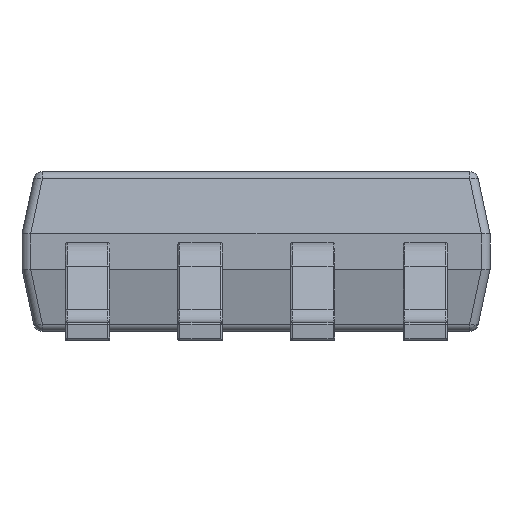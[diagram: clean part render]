
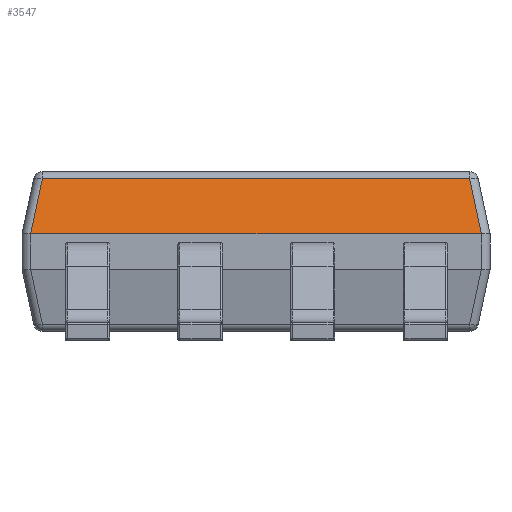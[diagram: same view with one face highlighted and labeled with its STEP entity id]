
A CAD part, left-side view. The second image highlights one B-rep face of the part: STEP entity #3547.
In plain terms, the highlighted planar face has unit normal (-0.978, 0, 0.209).
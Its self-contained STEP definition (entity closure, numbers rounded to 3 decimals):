
#61 = ORIENTED_EDGE ( 'NONE', *, *, #2039, .T. ) ;
#447 = DIRECTION ( 'NONE',  ( -0.205, 0.205, -0.957 ) ) ;
#458 = CARTESIAN_POINT ( 'NONE',  ( -2.607, 2.409, 1.821 ) ) ;
#495 = VERTEX_POINT ( 'NONE', #1499 ) ;
#1499 = CARTESIAN_POINT ( 'NONE',  ( -2.74, -2.54, 1.2 ) ) ;
#1752 = DIRECTION ( 'NONE',  ( 0.21, 0., 0.978 ) ) ;
#1772 = DIRECTION ( 'NONE',  ( -0.978, 0., 0.21 ) ) ;
#1779 = CARTESIAN_POINT ( 'NONE',  ( -2.59, 0., 1.9 ) ) ;
#1978 = ORIENTED_EDGE ( 'NONE', *, *, #8960, .T. ) ;
#1985 = PLANE ( 'NONE',  #9395 ) ;
#2007 = EDGE_CURVE ( 'NONE', #9991, #6566, #9507, .T. ) ;
#2022 = EDGE_CURVE ( 'NONE', #5247, #7831, #4821, .T. ) ;
#2038 = EDGE_CURVE ( 'NONE', #5247, #495, #7932, .T. ) ;
#2039 = EDGE_CURVE ( 'NONE', #495, #6566, #4812, .T. ) ;
#2457 = FACE_OUTER_BOUND ( 'NONE', #8216, .T. ) ;
#2627 = CARTESIAN_POINT ( 'NONE',  ( -2.607, -2.409, 1.821 ) ) ;
#2785 = DIRECTION ( 'NONE',  ( 0., 1., 0. ) ) ;
#2896 = VERTEX_POINT ( 'NONE', #4673 ) ;
#2916 = CARTESIAN_POINT ( 'NONE',  ( -2.74, 2.541, 1.2 ) ) ;
#3547 = ADVANCED_FACE ( 'NONE', ( #2457 ), #1985, .T. ) ;
#4190 = ORIENTED_EDGE ( 'NONE', *, *, #2038, .T. ) ;
#4673 = CARTESIAN_POINT ( 'NONE',  ( -2.607, 2.409, 1.821 ) ) ;
#4812 =( BOUNDED_CURVE ( )  B_SPLINE_CURVE ( 3, ( #7851, #7861, #7816, #7811 ),
 .UNSPECIFIED., .F., .F. ) 
 B_SPLINE_CURVE_WITH_KNOTS ( ( 4, 4 ),
 ( 0., 0.022 ),
 .UNSPECIFIED. ) 
 CURVE ( )  GEOMETRIC_REPRESENTATION_ITEM ( )  RATIONAL_B_SPLINE_CURVE ( ( 1., 1., 1., 1. ) ) 
 REPRESENTATION_ITEM ( '' )  );
#4821 =( BOUNDED_CURVE ( )  B_SPLINE_CURVE ( 3, ( #7950, #2916, #9493, #7916 ),
 .UNSPECIFIED., .F., .F. ) 
 B_SPLINE_CURVE_WITH_KNOTS ( ( 4, 4 ),
 ( 0., 0.022 ),
 .UNSPECIFIED. ) 
 CURVE ( )  GEOMETRIC_REPRESENTATION_ITEM ( )  RATIONAL_B_SPLINE_CURVE ( ( 1., 1., 1., 1. ) ) 
 REPRESENTATION_ITEM ( '' )  );
#4822 = LINE ( 'NONE', #458, #8682 ) ;
#5039 = ORIENTED_EDGE ( 'NONE', *, *, #8582, .T. ) ;
#5095 = CARTESIAN_POINT ( 'NONE',  ( -2.74, 2.54, 1.2 ) ) ;
#5247 = VERTEX_POINT ( 'NONE', #5095 ) ;
#5472 = CARTESIAN_POINT ( 'NONE',  ( -2.74, -2.542, 1.2 ) ) ;
#6198 = VECTOR ( 'NONE', #2785, 1000. ) ;
#6566 = VERTEX_POINT ( 'NONE', #5472 ) ;
#6709 = ORIENTED_EDGE ( 'NONE', *, *, #2007, .F. ) ;
#6890 = CARTESIAN_POINT ( 'NONE',  ( -2.74, 2.542, 1.2 ) ) ;
#7074 = ORIENTED_EDGE ( 'NONE', *, *, #2022, .F. ) ;
#7552 = VECTOR ( 'NONE', #7955, 1000. ) ;
#7811 = CARTESIAN_POINT ( 'NONE',  ( -2.74, -2.542, 1.2 ) ) ;
#7816 = CARTESIAN_POINT ( 'NONE',  ( -2.74, -2.541, 1.2 ) ) ;
#7831 = VERTEX_POINT ( 'NONE', #6890 ) ;
#7851 = CARTESIAN_POINT ( 'NONE',  ( -2.74, -2.54, 1.2 ) ) ;
#7861 = CARTESIAN_POINT ( 'NONE',  ( -2.74, -2.541, 1.2 ) ) ;
#7872 = CARTESIAN_POINT ( 'NONE',  ( -2.74, 2.64, 1.2 ) ) ;
#7916 = CARTESIAN_POINT ( 'NONE',  ( -2.74, 2.542, 1.2 ) ) ;
#7932 = LINE ( 'NONE', #7872, #7552 ) ;
#7950 = CARTESIAN_POINT ( 'NONE',  ( -2.74, 2.54, 1.2 ) ) ;
#7955 = DIRECTION ( 'NONE',  ( 0., -1., 0. ) ) ;
#8000 = DIRECTION ( 'NONE',  ( -0.205, -0.205, -0.957 ) ) ;
#8030 = CARTESIAN_POINT ( 'NONE',  ( -2.485, -2.287, 2.389 ) ) ;
#8216 = EDGE_LOOP ( 'NONE', ( #6709, #1978, #5039, #7074, #4190, #61 ) ) ;
#8441 = CARTESIAN_POINT ( 'NONE',  ( -2.607, 0., 1.821 ) ) ;
#8582 = EDGE_CURVE ( 'NONE', #2896, #7831, #4822, .T. ) ;
#8682 = VECTOR ( 'NONE', #447, 1000. ) ;
#8960 = EDGE_CURVE ( 'NONE', #9991, #2896, #9788, .T. ) ;
#9395 = AXIS2_PLACEMENT_3D ( 'NONE', #1779, #1772, #1752 ) ;
#9486 = VECTOR ( 'NONE', #8000, 1000. ) ;
#9493 = CARTESIAN_POINT ( 'NONE',  ( -2.74, 2.541, 1.2 ) ) ;
#9507 = LINE ( 'NONE', #8030, #9486 ) ;
#9788 = LINE ( 'NONE', #8441, #6198 ) ;
#9991 = VERTEX_POINT ( 'NONE', #2627 ) ;
